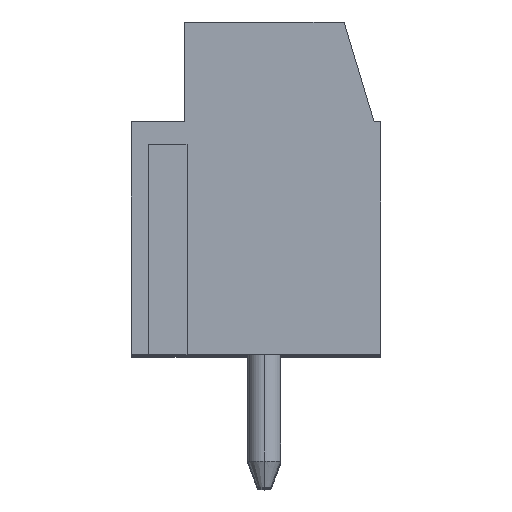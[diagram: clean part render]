
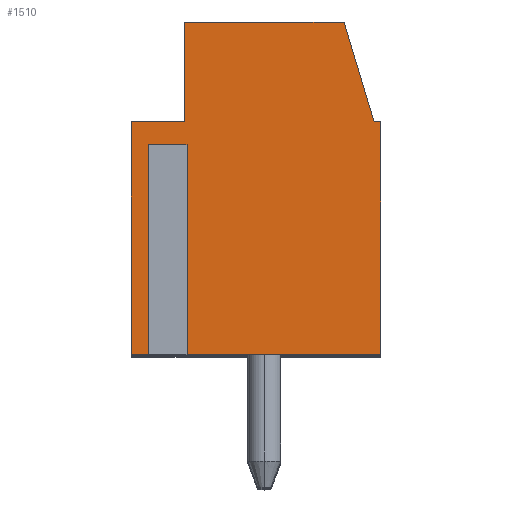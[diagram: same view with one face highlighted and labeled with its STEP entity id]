
A CAD part, top view. The second image highlights one B-rep face of the part: STEP entity #1510.
In plain terms, the highlighted planar face has unit normal (0, 0, 1).
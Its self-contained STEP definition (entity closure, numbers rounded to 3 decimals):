
#4 = DIRECTION ( 'NONE',  ( 0., 1., 0. ) ) ;
#21 = ORIENTED_EDGE ( 'NONE', *, *, #1848, .T. ) ;
#23 = ORIENTED_EDGE ( 'NONE', *, *, #1900, .T. ) ;
#25 = CARTESIAN_POINT ( 'NONE',  ( -611.362, -517.614, 0. ) ) ;
#49 = ORIENTED_EDGE ( 'NONE', *, *, #1472, .T. ) ;
#51 = CARTESIAN_POINT ( 'NONE',  ( -609.687, -517.614, 0. ) ) ;
#72 = ORIENTED_EDGE ( 'NONE', *, *, #1499, .T. ) ;
#96 = ORIENTED_EDGE ( 'NONE', *, *, #1556, .T. ) ;
#99 = ORIENTED_EDGE ( 'NONE', *, *, #1912, .F. ) ;
#108 = PLANE ( 'NONE',  #2131 ) ;
#179 = ORIENTED_EDGE ( 'NONE', *, *, #1875, .T. ) ;
#182 = ORIENTED_EDGE ( 'NONE', *, *, #1592, .T. ) ;
#207 = ORIENTED_EDGE ( 'NONE', *, *, #1665, .T. ) ;
#238 = VECTOR ( 'NONE', #1951, 1000. ) ;
#267 = CARTESIAN_POINT ( 'NONE',  ( -604.962, -507.614, 0. ) ) ;
#270 = FACE_OUTER_BOUND ( 'NONE', #2073, .T. ) ;
#300 = LINE ( 'NONE', #301, #1168 ) ;
#301 = CARTESIAN_POINT ( 'NONE',  ( -609.687, 0., 0. ) ) ;
#304 = VECTOR ( 'NONE', #663, 1000. ) ;
#322 = VERTEX_POINT ( 'NONE', #326 ) ;
#324 = CARTESIAN_POINT ( 'NONE',  ( -610.062, -510.614, 0. ) ) ;
#326 = CARTESIAN_POINT ( 'NONE',  ( -609.687, -511.314, 0. ) ) ;
#334 = VERTEX_POINT ( 'NONE', #267 ) ;
#385 = DIRECTION ( 'NONE',  ( -1., 0., 0. ) ) ;
#408 = ORIENTED_EDGE ( 'NONE', *, *, #1718, .T. ) ;
#428 = VECTOR ( 'NONE', #1981, 1000. ) ;
#438 = CARTESIAN_POINT ( 'NONE',  ( -603.862, -510.614, 0. ) ) ;
#445 = CARTESIAN_POINT ( 'NONE',  ( 0., -511.314, 0. ) ) ;
#453 = LINE ( 'NONE', #1022, #1271 ) ;
#484 = CARTESIAN_POINT ( 'NONE',  ( -604.062, -510.614, 0. ) ) ;
#490 = DIRECTION ( 'NONE',  ( 1., 0., 0. ) ) ;
#540 = DIRECTION ( 'NONE',  ( 0., 1., 0. ) ) ;
#604 = VERTEX_POINT ( 'NONE', #438 ) ;
#632 = DIRECTION ( 'NONE',  ( 0., -1., 0. ) ) ;
#663 = DIRECTION ( 'NONE',  ( -0.287, 0.958, 0. ) ) ;
#670 = CARTESIAN_POINT ( 'NONE',  ( 0., -507.614, 0. ) ) ;
#702 = VECTOR ( 'NONE', #1490, 1000. ) ;
#708 = CARTESIAN_POINT ( 'NONE',  ( -611.362, 0., 0. ) ) ;
#714 = CARTESIAN_POINT ( 'NONE',  ( -607.612, -517.614, 0. ) ) ;
#723 = ORIENTED_EDGE ( 'NONE', *, *, #1763, .T. ) ;
#767 = VERTEX_POINT ( 'NONE', #937 ) ;
#783 = CARTESIAN_POINT ( 'NONE',  ( 0., 0., 0. ) ) ;
#795 = LINE ( 'NONE', #484, #304 ) ;
#841 = LINE ( 'NONE', #714, #1722 ) ;
#863 = CARTESIAN_POINT ( 'NONE',  ( -610.837, -511.314, 0. ) ) ;
#867 = VECTOR ( 'NONE', #4, 1000. ) ;
#914 = LINE ( 'NONE', #1346, #867 ) ;
#937 = CARTESIAN_POINT ( 'NONE',  ( -604.062, -510.614, 0. ) ) ;
#946 = DIRECTION ( 'NONE',  ( 1., 0., 0. ) ) ;
#960 = CARTESIAN_POINT ( 'NONE',  ( -603.862, -510.614, 0. ) ) ;
#1020 = VERTEX_POINT ( 'NONE', #51 ) ;
#1022 = CARTESIAN_POINT ( 'NONE',  ( -603.862, 0., 0. ) ) ;
#1032 = VERTEX_POINT ( 'NONE', #1890 ) ;
#1057 = CARTESIAN_POINT ( 'NONE',  ( -609.762, -510.614, 0. ) ) ;
#1092 = VECTOR ( 'NONE', #2078, 1000. ) ;
#1120 = LINE ( 'NONE', #670, #702 ) ;
#1147 = LINE ( 'NONE', #445, #1092 ) ;
#1168 = VECTOR ( 'NONE', #632, 1000. ) ;
#1193 = DIRECTION ( 'NONE',  ( 1., 0., 0. ) ) ;
#1198 = LINE ( 'NONE', #324, #1593 ) ;
#1271 = VECTOR ( 'NONE', #540, 1000. ) ;
#1298 = EDGE_CURVE ( 'NONE', #2041, #2020, #1198, .T. ) ;
#1325 = CARTESIAN_POINT ( 'NONE',  ( -609.762, 0., 0. ) ) ;
#1327 = VECTOR ( 'NONE', #1854, 1000. ) ;
#1346 = CARTESIAN_POINT ( 'NONE',  ( -610.837, 0., 0. ) ) ;
#1358 = CARTESIAN_POINT ( 'NONE',  ( 0., -517.614, 0. ) ) ;
#1472 = EDGE_CURVE ( 'NONE', #1032, #1866, #914, .T. ) ;
#1490 = DIRECTION ( 'NONE',  ( -1., 0., 0. ) ) ;
#1499 = EDGE_CURVE ( 'NONE', #1866, #322, #1147, .T. ) ;
#1510 = ADVANCED_FACE ( 'NONE', ( #270 ), #108, .T. ) ;
#1556 = EDGE_CURVE ( 'NONE', #322, #1020, #300, .T. ) ;
#1562 = CARTESIAN_POINT ( 'NONE',  ( -611.362, -510.614, 0. ) ) ;
#1564 = LINE ( 'NONE', #960, #238 ) ;
#1592 = EDGE_CURVE ( 'NONE', #604, #767, #1564, .T. ) ;
#1593 = VECTOR ( 'NONE', #490, 1000. ) ;
#1635 = VERTEX_POINT ( 'NONE', #1647 ) ;
#1647 = CARTESIAN_POINT ( 'NONE',  ( -603.862, -517.614, 0. ) ) ;
#1665 = EDGE_CURVE ( 'NONE', #767, #334, #795, .T. ) ;
#1669 = VECTOR ( 'NONE', #1193, 1000. ) ;
#1718 = EDGE_CURVE ( 'NONE', #334, #1894, #1120, .T. ) ;
#1722 = VECTOR ( 'NONE', #385, 1000. ) ;
#1752 = LINE ( 'NONE', #1325, #428 ) ;
#1763 = EDGE_CURVE ( 'NONE', #1894, #2020, #1752, .T. ) ;
#1826 = LINE ( 'NONE', #708, #1327 ) ;
#1836 = ORIENTED_EDGE ( 'NONE', *, *, #1298, .F. ) ;
#1848 = EDGE_CURVE ( 'NONE', #2041, #1868, #1826, .T. ) ;
#1854 = DIRECTION ( 'NONE',  ( 0., -1., 0. ) ) ;
#1863 = CARTESIAN_POINT ( 'NONE',  ( -609.762, -507.614, 0. ) ) ;
#1866 = VERTEX_POINT ( 'NONE', #863 ) ;
#1868 = VERTEX_POINT ( 'NONE', #25 ) ;
#1875 = EDGE_CURVE ( 'NONE', #1635, #604, #453, .T. ) ;
#1890 = CARTESIAN_POINT ( 'NONE',  ( -610.837, -517.614, 0. ) ) ;
#1894 = VERTEX_POINT ( 'NONE', #1863 ) ;
#1900 = EDGE_CURVE ( 'NONE', #1868, #1032, #2085, .T. ) ;
#1912 = EDGE_CURVE ( 'NONE', #1635, #1020, #841, .T. ) ;
#1939 = DIRECTION ( 'NONE',  ( 0., 0., 1. ) ) ;
#1951 = DIRECTION ( 'NONE',  ( -1., -0.003, 0. ) ) ;
#1981 = DIRECTION ( 'NONE',  ( 0., -1., 0. ) ) ;
#2020 = VERTEX_POINT ( 'NONE', #1057 ) ;
#2041 = VERTEX_POINT ( 'NONE', #1562 ) ;
#2073 = EDGE_LOOP ( 'NONE', ( #408, #723, #1836, #21, #23, #49, #72, #96, #99, #179, #182, #207 ) ) ;
#2078 = DIRECTION ( 'NONE',  ( 1., 0., 0. ) ) ;
#2085 = LINE ( 'NONE', #1358, #1669 ) ;
#2131 = AXIS2_PLACEMENT_3D ( 'NONE', #783, #1939, #946 ) ;
